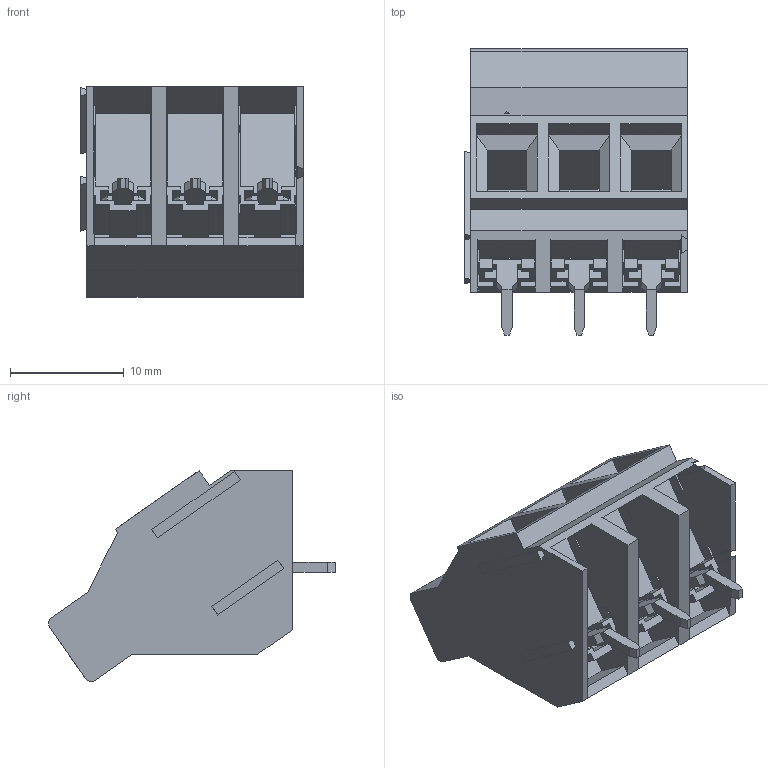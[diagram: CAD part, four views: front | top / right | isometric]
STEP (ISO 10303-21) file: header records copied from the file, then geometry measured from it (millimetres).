
FILE_DESCRIPTION (( 'STEP AP214' ), '1' );
FILE_NAME ('DG636S-6.35-03P-14-00AH.STEP', '2021-01-17T00:10:43', ( '' ), ( '' ), 'SwSTEP 2.0', 'SolidWorks 2020', '' );
FILE_SCHEMA (( 'AUTOMOTIVE_DESIGN' ));
Length unit declared in the file: millimetre
Products named in the file (1): DG636S-6.35-03P-14-00AH
Bounding box: 19.6 x 25.25 x 18.55 mm (x, y, z)
Volume: 3262.8 mm3; surface area: 3639.1 mm2
Topology: 1 solids, 1 shells, 702 faces, 1887 edges, 1233 vertices
Faces by surface type: plane 447, bspline 213, torus 21, cylinder 21
Entity records: 36832 total; most frequent: CARTESIAN_POINT 15678, ORIENTED_EDGE 3774, DIRECTION 2513, EDGE_CURVE 1887, LINE 1365, VECTOR 1365, VERTEX_POINT 1233, EDGE_LOOP 748
